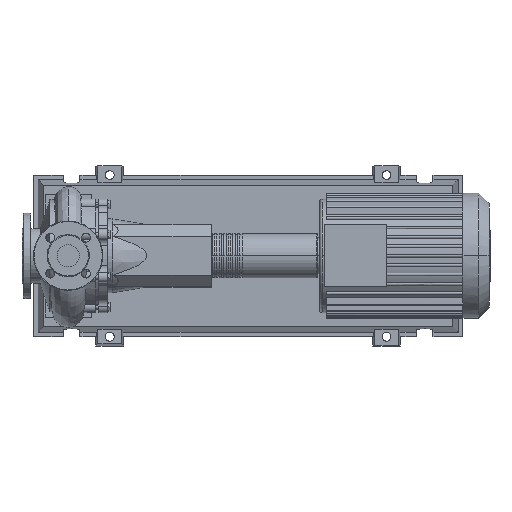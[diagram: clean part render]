
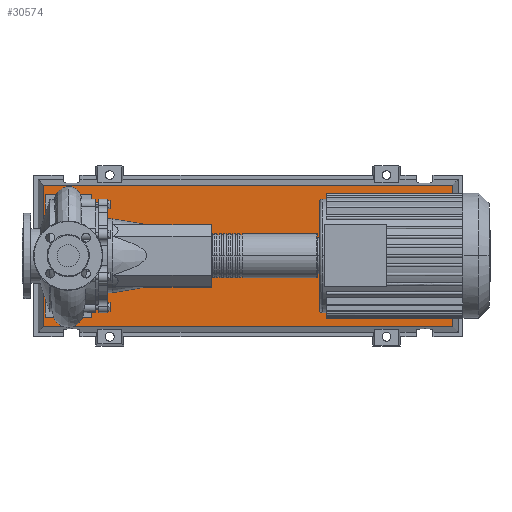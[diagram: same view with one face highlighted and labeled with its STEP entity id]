
A CAD part, top view. The second image highlights one B-rep face of the part: STEP entity #30574.
In plain terms, the highlighted planar face has unit normal (0, 0, 1).
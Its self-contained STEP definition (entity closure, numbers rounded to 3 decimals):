
#30255=CARTESIAN_POINT('',(833.292,-153.292,83.0));
#30256=VERTEX_POINT('',#30255);
#30263=CARTESIAN_POINT('',(-53.292,-153.292,83.0));
#30264=VERTEX_POINT('',#30263);
#30265=CARTESIAN_POINT('',(833.292,-153.292,83.0));
#30266=DIRECTION('',(-1.0,0.0,0.0));
#30267=VECTOR('',#30266,886.584);
#30268=LINE('',#30265,#30267);
#30269=EDGE_CURVE('',#30256,#30264,#30268,.T.);
#30487=CARTESIAN_POINT('',(833.292,153.292,83.0));
#30488=VERTEX_POINT('',#30487);
#30489=CARTESIAN_POINT('',(833.292,153.292,83.0));
#30490=DIRECTION('',(0.0,-1.0,0.0));
#30491=VECTOR('',#30490,306.584);
#30492=LINE('',#30489,#30491);
#30493=EDGE_CURVE('',#30488,#30256,#30492,.T.);
#30511=CARTESIAN_POINT('',(-53.292,153.292,83.0));
#30512=VERTEX_POINT('',#30511);
#30513=CARTESIAN_POINT('',(-53.292,-153.292,83.0));
#30514=DIRECTION('',(0.0,1.0,0.0));
#30515=VECTOR('',#30514,306.584);
#30516=LINE('',#30513,#30515);
#30517=EDGE_CURVE('',#30264,#30512,#30516,.T.);
#30550=CARTESIAN_POINT('',(-53.292,153.292,83.0));
#30551=DIRECTION('',(1.0,0.0,0.0));
#30552=VECTOR('',#30551,886.584);
#30553=LINE('',#30550,#30552);
#30554=EDGE_CURVE('',#30512,#30488,#30553,.T.);
#30563=CARTESIAN_POINT('',(390.,0.,83.0));
#30564=DIRECTION('',(0.0,0.0,1.0));
#30565=DIRECTION('',(1.0,0.0,0.0));
#30566=AXIS2_PLACEMENT_3D('',#30563,#30564,#30565);
#30567=PLANE('',#30566);
#30568=ORIENTED_EDGE('',*,*,#30493,.F.);
#30569=ORIENTED_EDGE('',*,*,#30554,.F.);
#30570=ORIENTED_EDGE('',*,*,#30517,.F.);
#30571=ORIENTED_EDGE('',*,*,#30269,.F.);
#30572=EDGE_LOOP('',(#30568,#30569,#30570,#30571));
#30573=FACE_OUTER_BOUND('',#30572,.T.);
#30574=ADVANCED_FACE('',(#30573),#30567,.T.);
